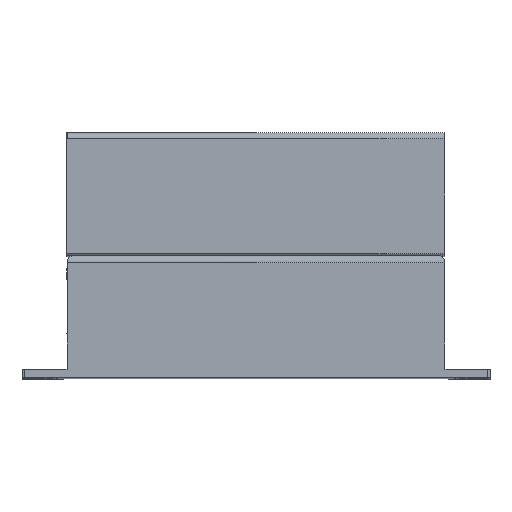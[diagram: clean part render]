
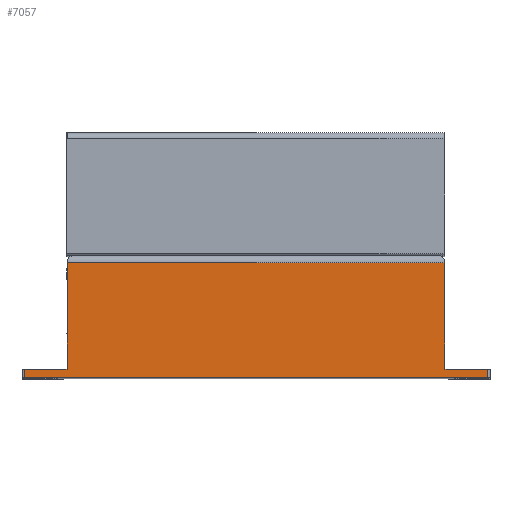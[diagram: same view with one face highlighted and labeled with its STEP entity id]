
A CAD part, top view. The second image highlights one B-rep face of the part: STEP entity #7057.
In plain terms, the highlighted planar face has unit normal (0, 0, 1).
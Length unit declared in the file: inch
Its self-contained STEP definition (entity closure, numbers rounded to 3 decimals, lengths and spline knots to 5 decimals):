
#57 = EDGE_LOOP ( 'NONE', ( #7969, #3784, #20646, #7051, #10996, #19143, #7985, #12577 ) ) ;
#343 = VERTEX_POINT ( 'NONE', #7559 ) ;
#475 = FACE_OUTER_BOUND ( 'NONE', #57, .T. ) ;
#1247 = AXIS2_PLACEMENT_3D ( 'NONE', #4563, #6176, #6438 ) ;
#1698 = LINE ( 'NONE', #9231, #22709 ) ;
#1702 = VERTEX_POINT ( 'NONE', #20364 ) ;
#1836 = CARTESIAN_POINT ( 'NONE',  ( 0., 0.62992, 0. ) ) ;
#2570 = LINE ( 'NONE', #8145, #21137 ) ;
#3738 = VERTEX_POINT ( 'NONE', #21408 ) ;
#3784 = ORIENTED_EDGE ( 'NONE', *, *, #23149, .F. ) ;
#4213 = VERTEX_POINT ( 'NONE', #1836 ) ;
#4422 = DIRECTION ( 'NONE',  ( 1., 0., 0. ) ) ;
#4488 = CARTESIAN_POINT ( 'NONE',  ( -2.30118, 0., 0. ) ) ;
#4563 = CARTESIAN_POINT ( 'NONE',  ( 0., 0.66929, 0. ) ) ;
#4589 = EDGE_CURVE ( 'NONE', #9578, #14885, #23427, .T. ) ;
#5425 = LINE ( 'NONE', #5675, #21089 ) ;
#5675 = CARTESIAN_POINT ( 'NONE',  ( 0., 0.04724, 0. ) ) ;
#5685 = CARTESIAN_POINT ( 'NONE',  ( -2.30118, 0.66929, 0. ) ) ;
#6176 = DIRECTION ( 'NONE',  ( 0., 0., -1. ) ) ;
#6187 = DIRECTION ( 'NONE',  ( -1., 0., 0. ) ) ;
#6438 = DIRECTION ( 'NONE',  ( -1., 0., 0. ) ) ;
#6960 = DIRECTION ( 'NONE',  ( 0., 1., 0. ) ) ;
#7051 = ORIENTED_EDGE ( 'NONE', *, *, #24232, .F. ) ;
#7057 = ADVANCED_FACE ( 'NONE', ( #475 ), #7914, .F. ) ;
#7543 = LINE ( 'NONE', #5685, #11209 ) ;
#7559 = CARTESIAN_POINT ( 'NONE',  ( 0.23425, 0., 0. ) ) ;
#7914 = PLANE ( 'NONE',  #1247 ) ;
#7928 = LINE ( 'NONE', #19425, #13247 ) ;
#7969 = ORIENTED_EDGE ( 'NONE', *, *, #13193, .F. ) ;
#7985 = ORIENTED_EDGE ( 'NONE', *, *, #12750, .F. ) ;
#8145 = CARTESIAN_POINT ( 'NONE',  ( 0., 0.62992, 0. ) ) ;
#8762 = VERTEX_POINT ( 'NONE', #4488 ) ;
#9168 = CARTESIAN_POINT ( 'NONE',  ( -2.06693, 0.62992, 0. ) ) ;
#9231 = CARTESIAN_POINT ( 'NONE',  ( 0.23425, 0.66929, 0. ) ) ;
#9502 = DIRECTION ( 'NONE',  ( 1., 0., 0. ) ) ;
#9578 = VERTEX_POINT ( 'NONE', #18459 ) ;
#10260 = CARTESIAN_POINT ( 'NONE',  ( 0., 0.04724, 0. ) ) ;
#10299 = EDGE_CURVE ( 'NONE', #4213, #3738, #14776, .T. ) ;
#10630 = VECTOR ( 'NONE', #19559, 39.37008 ) ;
#10791 = CARTESIAN_POINT ( 'NONE',  ( -2.06693, 0.66929, 0. ) ) ;
#10996 = ORIENTED_EDGE ( 'NONE', *, *, #21933, .F. ) ;
#11057 = CARTESIAN_POINT ( 'NONE',  ( 0., 0.66929, 0. ) ) ;
#11209 = VECTOR ( 'NONE', #13194, 39.37008 ) ;
#12577 = ORIENTED_EDGE ( 'NONE', *, *, #15646, .F. ) ;
#12750 = EDGE_CURVE ( 'NONE', #8762, #9578, #7543, .T. ) ;
#13193 = EDGE_CURVE ( 'NONE', #1702, #343, #1698, .T. ) ;
#13194 = DIRECTION ( 'NONE',  ( 0., 1., 0. ) ) ;
#13247 = VECTOR ( 'NONE', #6187, 39.37008 ) ;
#14776 = LINE ( 'NONE', #11057, #19083 ) ;
#14885 = VERTEX_POINT ( 'NONE', #22791 ) ;
#15446 = VECTOR ( 'NONE', #6960, 39.37008 ) ;
#15646 = EDGE_CURVE ( 'NONE', #343, #8762, #7928, .T. ) ;
#16465 = LINE ( 'NONE', #10791, #15446 ) ;
#16758 = DIRECTION ( 'NONE',  ( 0., -1., 0. ) ) ;
#18459 = CARTESIAN_POINT ( 'NONE',  ( -2.30118, 0.04724, 0. ) ) ;
#19083 = VECTOR ( 'NONE', #22602, 39.37008 ) ;
#19143 = ORIENTED_EDGE ( 'NONE', *, *, #4589, .F. ) ;
#19425 = CARTESIAN_POINT ( 'NONE',  ( -1.03346, 0., 0. ) ) ;
#19559 = DIRECTION ( 'NONE',  ( 1., 0., 0. ) ) ;
#20305 = VERTEX_POINT ( 'NONE', #9168 ) ;
#20364 = CARTESIAN_POINT ( 'NONE',  ( 0.23425, 0.04724, 0. ) ) ;
#20646 = ORIENTED_EDGE ( 'NONE', *, *, #10299, .F. ) ;
#21089 = VECTOR ( 'NONE', #9502, 39.37008 ) ;
#21137 = VECTOR ( 'NONE', #4422, 39.37008 ) ;
#21408 = CARTESIAN_POINT ( 'NONE',  ( 0., 0.04724, 0. ) ) ;
#21933 = EDGE_CURVE ( 'NONE', #14885, #20305, #16465, .T. ) ;
#22602 = DIRECTION ( 'NONE',  ( 0., -1., 0. ) ) ;
#22709 = VECTOR ( 'NONE', #16758, 39.37008 ) ;
#22791 = CARTESIAN_POINT ( 'NONE',  ( -2.06693, 0.04724, 0. ) ) ;
#23149 = EDGE_CURVE ( 'NONE', #3738, #1702, #5425, .T. ) ;
#23427 = LINE ( 'NONE', #10260, #10630 ) ;
#24232 = EDGE_CURVE ( 'NONE', #20305, #4213, #2570, .T. ) ;
